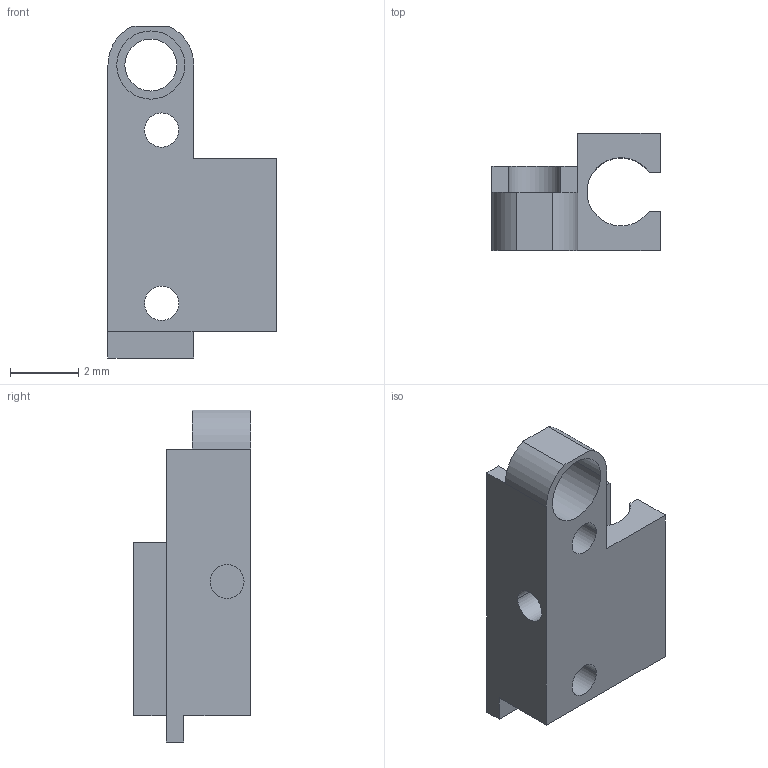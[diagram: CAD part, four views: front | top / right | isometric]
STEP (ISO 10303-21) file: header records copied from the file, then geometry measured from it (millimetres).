
FILE_DESCRIPTION((''),'2;1');
FILE_NAME('RACK_GEAR_BASE','2008-03-04T',('ghiorso'),(''),'PRO/ENGINEER BY PARAMETRIC TECHNOLOGY CORPORATION, 2006200','PRO/ENGINEER BY PARAMETRIC TECHNOLOGY CORPORATION, 2006200','');
FILE_SCHEMA(('CONFIG_CONTROL_DESIGN'));
Length unit declared in the file: inch
Products named in the file (1): RACK_GEAR_BASE
Bounding box: 4.93 x 3.43 x 9.73 mm (x, y, z)
Volume: 67.1 mm3; surface area: 195.7 mm2
Topology: 1 solids, 1 shells, 34 faces, 93 edges, 68 vertices
Faces by surface type: plane 21, cylinder 13
Entity records: 1120 total; most frequent: DIRECTION 189, CARTESIAN_POINT 184, ORIENTED_EDGE 174, EDGE_CURVE 87, VECTOR 67, LINE 67, AXIS2_PLACEMENT_3D 61, VERTEX_POINT 56
